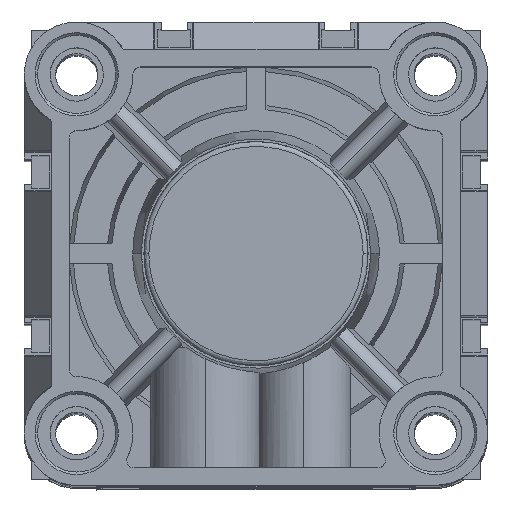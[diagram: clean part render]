
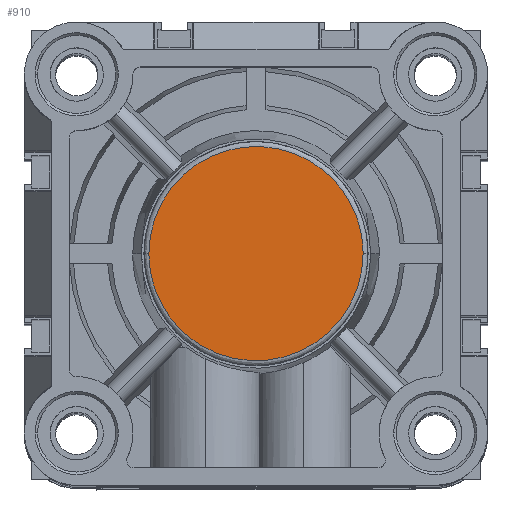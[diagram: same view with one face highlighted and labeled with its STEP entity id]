
A CAD part, top view. The second image highlights one B-rep face of the part: STEP entity #910.
In plain terms, the highlighted planar face has unit normal (0, 0, 1).
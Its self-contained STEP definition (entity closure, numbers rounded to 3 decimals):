
#910 = ADVANCED_FACE ( 'NONE', ( #39077 ), #27253, .T. ) ;
#5052 = CARTESIAN_POINT ( 'NONE',  ( 19.242, 19.242, 40. ) ) ;
#7175 = CARTESIAN_POINT ( 'NONE',  ( 19.5, 84., 40. ) ) ;
#8665 = CARTESIAN_POINT ( 'NONE',  ( 62.5, 41., 40. ) ) ;
#11663 = AXIS2_PLACEMENT_3D ( 'NONE', #5052, #42012, #19924 ) ;
#12375 = CARTESIAN_POINT ( 'NONE',  ( 19.5, -2., 40. ) ) ;
#14578 = CARTESIAN_POINT ( 'NONE',  ( 62.5, 41., 40. ) ) ;
#17024 = VERTEX_POINT ( 'NONE', #41973 ) ;
#19924 = DIRECTION ( 'NONE',  ( 1., 0., 0. ) ) ;
#20129 = ORIENTED_EDGE ( 'NONE', *, *, #20453, .F. ) ;
#20453 = EDGE_CURVE ( 'NONE', #17024, #27691, #42384, .T. ) ;
#20555 = CARTESIAN_POINT ( 'NONE',  ( 19.5, 41., 40. ) ) ;
#27253 = PLANE ( 'NONE',  #11663 ) ;
#27691 = VERTEX_POINT ( 'NONE', #20555 ) ;
#29960 =( BOUNDED_CURVE ( )  B_SPLINE_CURVE ( 3, ( #33006, #7175, #36687, #14578 ),
 .UNSPECIFIED., .F., .F. ) 
 B_SPLINE_CURVE_WITH_KNOTS ( ( 4, 4 ),
 ( 0., 1. ),
 .UNSPECIFIED. ) 
 CURVE ( )  GEOMETRIC_REPRESENTATION_ITEM ( )  RATIONAL_B_SPLINE_CURVE ( ( 0.957, 0.319, 0.319, 0.957 ) ) 
 REPRESENTATION_ITEM ( '' )  );
#33006 = CARTESIAN_POINT ( 'NONE',  ( 19.5, 41., 40. ) ) ;
#35641 = ORIENTED_EDGE ( 'NONE', *, *, #43523, .F. ) ;
#36687 = CARTESIAN_POINT ( 'NONE',  ( 62.5, 84., 40. ) ) ;
#38008 = CARTESIAN_POINT ( 'NONE',  ( 62.5, -2., 40. ) ) ;
#38173 = CARTESIAN_POINT ( 'NONE',  ( 19.5, 41., 40. ) ) ;
#39077 = FACE_OUTER_BOUND ( 'NONE', #39664, .T. ) ;
#39664 = EDGE_LOOP ( 'NONE', ( #35641, #20129 ) ) ;
#41973 = CARTESIAN_POINT ( 'NONE',  ( 62.5, 41., 40. ) ) ;
#42012 = DIRECTION ( 'NONE',  ( 0., 0., 1. ) ) ;
#42384 =( BOUNDED_CURVE ( )  B_SPLINE_CURVE ( 3, ( #8665, #38008, #12375, #38173 ),
 .UNSPECIFIED., .F., .T. ) 
 B_SPLINE_CURVE_WITH_KNOTS ( ( 4, 4 ),
 ( 0., 1. ),
 .UNSPECIFIED. ) 
 CURVE ( )  GEOMETRIC_REPRESENTATION_ITEM ( )  RATIONAL_B_SPLINE_CURVE ( ( 0.957, 0.319, 0.319, 0.957 ) ) 
 REPRESENTATION_ITEM ( '' )  );
#43523 = EDGE_CURVE ( 'NONE', #27691, #17024, #29960, .T. ) ;
